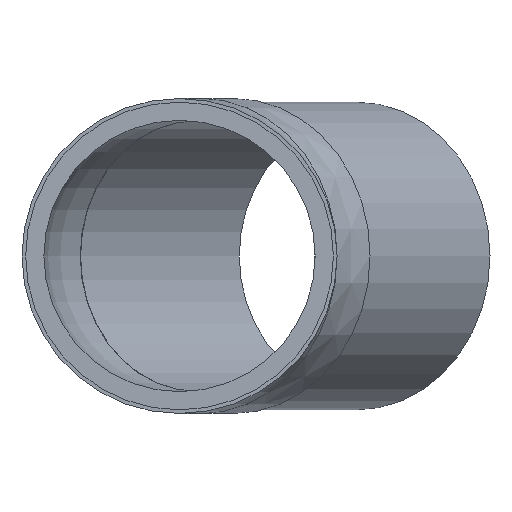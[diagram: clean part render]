
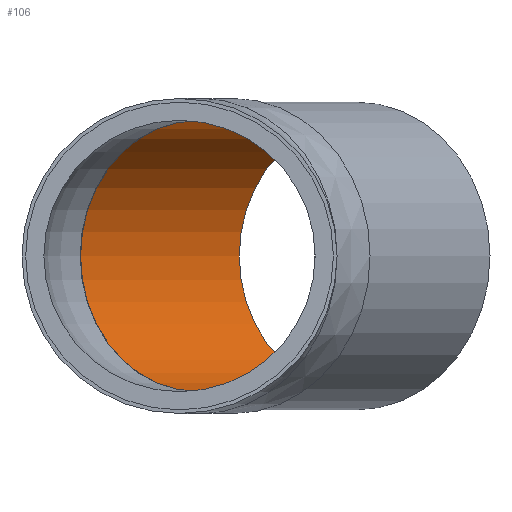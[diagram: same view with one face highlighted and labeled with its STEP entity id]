
A CAD part, front view. The second image highlights one B-rep face of the part: STEP entity #106.
In plain terms, the highlighted cylindrical face has radius 55.1 mm (diameter 110.2 mm), a full revolution.
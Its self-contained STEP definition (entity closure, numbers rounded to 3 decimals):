
#58=CARTESIAN_POINT('',(7.432,12.873,-55.1));
#59=VERTEX_POINT('',#58);
#66=CARTESIAN_POINT('',(7.432,12.873,0.));
#67=DIRECTION('',(0.5,0.866,0.));
#68=DIRECTION('',(0.,0.,-1.));
#69=AXIS2_PLACEMENT_3D('',#66,#67,#68);
#70=CIRCLE('',#69,55.1);
#71=EDGE_CURVE('',#59,#59,#70,.T.);
#82=CARTESIAN_POINT('',(72.,124.708,-55.1));
#83=VERTEX_POINT('',#82);
#84=CARTESIAN_POINT('',(72.,124.708,0.));
#85=DIRECTION('',(-0.5,-0.866,0.));
#86=DIRECTION('',(0.,0.,1.));
#87=AXIS2_PLACEMENT_3D('',#84,#85,#86);
#88=CIRCLE('',#87,55.1);
#89=EDGE_CURVE('',#83,#83,#88,.T.);
#90=ORIENTED_EDGE('',*,*,#89,.F.);
#91=CARTESIAN_POINT('',(39.741,68.833,-55.1));
#92=DIRECTION('',(0.5,0.866,0.));
#93=VECTOR('',#92,55.1);
#94=LINE('',#91,#93);
#95=EDGE_CURVE('',#59,#83,#94,.T.);
#96=ORIENTED_EDGE('',*,*,#95,.F.);
#97=ORIENTED_EDGE('',*,*,#71,.F.);
#98=ORIENTED_EDGE('',*,*,#95,.T.);
#99=EDGE_LOOP('',(#90,#96,#97,#98));
#100=FACE_OUTER_BOUND('',#99,.T.);
#101=CARTESIAN_POINT('',(39.741,68.833,0.));
#102=DIRECTION('',(0.5,0.866,0.));
#103=DIRECTION('',(0.,0.,-1.));
#104=AXIS2_PLACEMENT_3D('',#101,#102,#103);
#105=CYLINDRICAL_SURFACE('',#104,55.1);
#106=ADVANCED_FACE('',(#100),#105,.F.);
